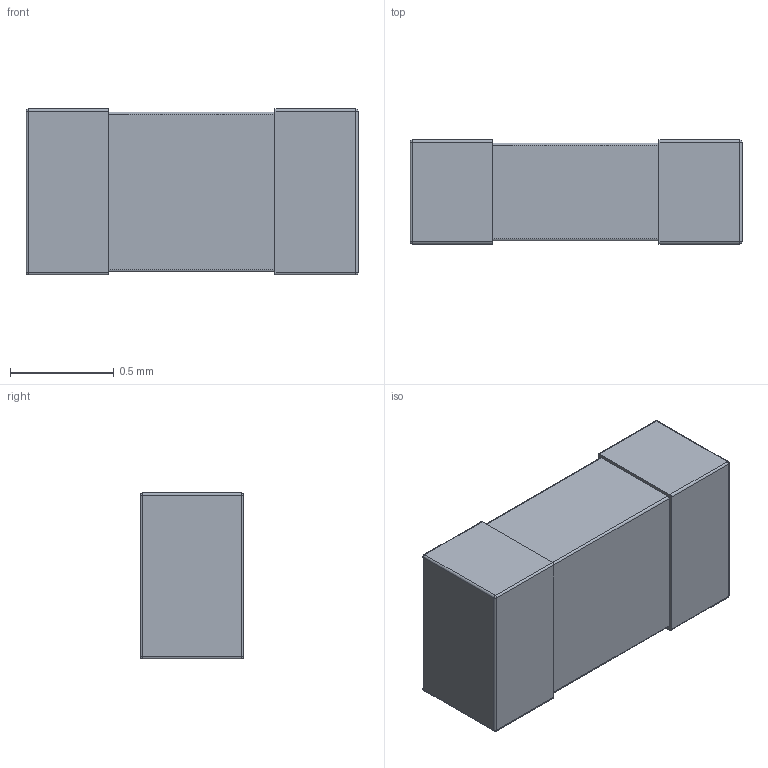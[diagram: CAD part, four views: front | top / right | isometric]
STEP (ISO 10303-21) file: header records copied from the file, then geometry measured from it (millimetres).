
FILE_DESCRIPTION (( 'STEP AP214' ), '1' );
FILE_NAME ('User Library-Chip Cap_MLCC_0603 (1608).STEP', '2016-04-29T01:04:36', ( 'Windows User' ), ( '' ), 'SwSTEP 2.0', 'SolidWorks 2016', '' );
FILE_SCHEMA (( 'AUTOMOTIVE_DESIGN' ));
Length unit declared in the file: millimetre
Products named in the file (1): User Library-Chip Cap_MLCC_0603 (1608)
Bounding box: 1.6 x 0.5 x 0.8 mm (x, y, z)
Volume: 0.6 mm3; surface area: 4.9 mm2
Topology: 1 solids, 1 shells, 44 faces, 104 edges, 56 vertices
Faces by surface type: cylinder 20, plane 16, bspline 8
Entity records: 1794 total; most frequent: CARTESIAN_POINT 317, DIRECTION 210, ORIENTED_EDGE 192, EDGE_CURVE 96, AXIS2_PLACEMENT_3D 77, LINE 56, VERTEX_POINT 56, VECTOR 56
